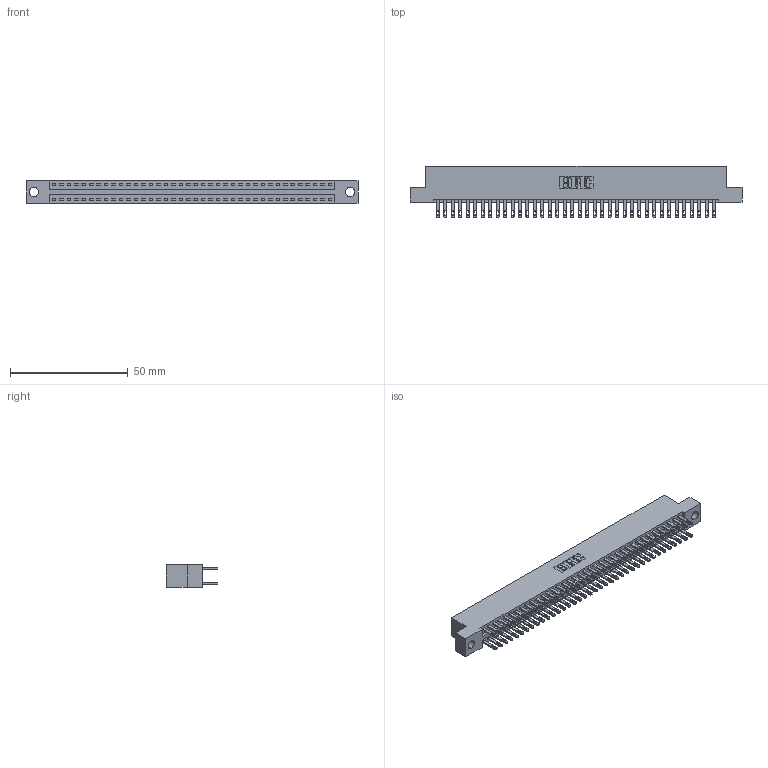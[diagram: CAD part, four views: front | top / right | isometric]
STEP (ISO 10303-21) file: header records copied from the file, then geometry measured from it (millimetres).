
FILE_DESCRIPTION (( 'STEP AP203' ), '1' );
FILE_NAME ('346-076-500-204.STEP', '2022-05-25T04:07:48', ( '' ), ( '' ), 'SwSTEP 2.0', 'SolidWorks 2020', '' );
FILE_SCHEMA (( 'CONFIG_CONTROL_DESIGN' ));
Length unit declared in the file: inch
Products named in the file (3): 346 Part_Flush Mounting Lugs - 0.156 Dia-TH; 346-076-500-204; 345-292-001_345-293-100
Assembly tree (77 placements, depth 2):
  346-076-500-204
    346 Part_Flush Mounting Lugs - 0.156 Dia-TH
    345-292-001_345-293-100  x76
Bounding box: 141.22 x 21.84 x 9.4 mm (x, y, z)
Volume: 13866.3 mm3; surface area: 19640.7 mm2
Topology: 77 solids, 77 shells, 3784 faces, 11537 edges, 7690 vertices
Faces by surface type: plane 2294, cylinder 1490
Entity records: 25687 total; most frequent: CARTESIAN_POINT 4242, ORIENTED_EDGE 4174, DIRECTION 3791, EDGE_CURVE 2087, VECTOR 1799, LINE 1799, VERTEX_POINT 1390, AXIS2_PLACEMENT_3D 996
